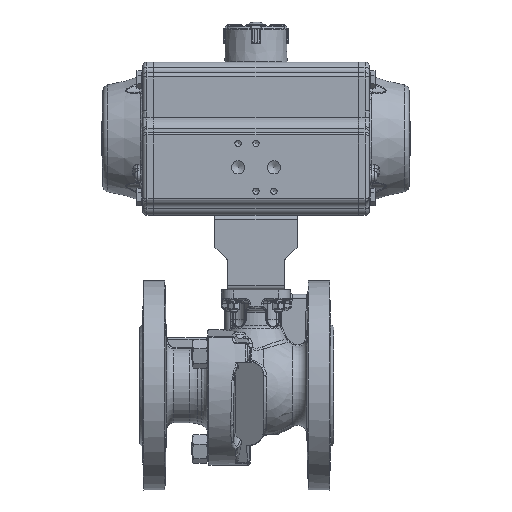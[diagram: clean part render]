
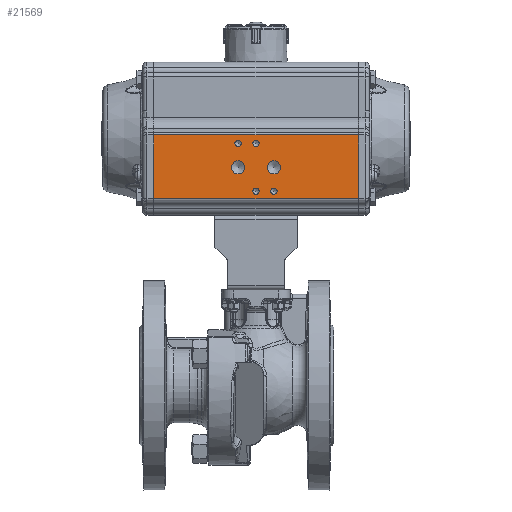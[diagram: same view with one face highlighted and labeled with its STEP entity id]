
A CAD part, top view. The second image highlights one B-rep face of the part: STEP entity #21569.
In plain terms, the highlighted face is planar.
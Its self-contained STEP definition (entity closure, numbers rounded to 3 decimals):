
#2946=CIRCLE('',#23789,2.1);
#2948=CIRCLE('',#23793,2.1);
#2950=CIRCLE('',#23797,2.1);
#2952=CIRCLE('',#23801,2.1);
#2954=CIRCLE('',#23805,4.4);
#2956=CIRCLE('',#23809,4.4);
#8799=ORIENTED_EDGE('',*,*,#12291,.T.);
#8800=ORIENTED_EDGE('',*,*,#12359,.F.);
#8801=ORIENTED_EDGE('',*,*,#12297,.F.);
#8802=ORIENTED_EDGE('',*,*,#12360,.T.);
#8803=ORIENTED_EDGE('',*,*,#11909,.F.);
#8804=ORIENTED_EDGE('',*,*,#11907,.F.);
#8805=ORIENTED_EDGE('',*,*,#11905,.F.);
#8806=ORIENTED_EDGE('',*,*,#11903,.F.);
#8807=ORIENTED_EDGE('',*,*,#11901,.F.);
#8808=ORIENTED_EDGE('',*,*,#11899,.F.);
#11899=EDGE_CURVE('',#14188,#14188,#2946,.T.);
#11901=EDGE_CURVE('',#14191,#14191,#2948,.T.);
#11903=EDGE_CURVE('',#14194,#14194,#2950,.T.);
#11905=EDGE_CURVE('',#14197,#14197,#2952,.T.);
#11907=EDGE_CURVE('',#14200,#14200,#2954,.T.);
#11909=EDGE_CURVE('',#14203,#14203,#2956,.T.);
#12291=EDGE_CURVE('',#14469,#14468,#15529,.T.);
#12297=EDGE_CURVE('',#14474,#14475,#15532,.T.);
#12359=EDGE_CURVE('',#14475,#14468,#15568,.T.);
#12360=EDGE_CURVE('',#14474,#14469,#15569,.T.);
#14188=VERTEX_POINT('',#46427);
#14191=VERTEX_POINT('',#46434);
#14194=VERTEX_POINT('',#46441);
#14197=VERTEX_POINT('',#46448);
#14200=VERTEX_POINT('',#46455);
#14203=VERTEX_POINT('',#46462);
#14468=VERTEX_POINT('',#49198);
#14469=VERTEX_POINT('',#49200);
#14474=VERTEX_POINT('',#49211);
#14475=VERTEX_POINT('',#49213);
#15529=LINE('',#49199,#16582);
#15532=LINE('',#49212,#16585);
#15568=LINE('',#49334,#16621);
#15569=LINE('',#49336,#16622);
#16582=VECTOR('',#29336,1000.);
#16585=VECTOR('',#29347,1000.);
#16621=VECTOR('',#29471,1000.);
#16622=VECTOR('',#29474,1000.);
#18193=EDGE_LOOP('',(#8799,#8800,#8801,#8802));
#18194=EDGE_LOOP('',(#8803));
#18195=EDGE_LOOP('',(#8804));
#18196=EDGE_LOOP('',(#8805));
#18197=EDGE_LOOP('',(#8806));
#18198=EDGE_LOOP('',(#8807));
#18199=EDGE_LOOP('',(#8808));
#19821=FACE_BOUND('',#18193,.T.);
#19822=FACE_BOUND('',#18194,.T.);
#19823=FACE_BOUND('',#18195,.T.);
#19824=FACE_BOUND('',#18196,.T.);
#19825=FACE_BOUND('',#18197,.T.);
#19826=FACE_BOUND('',#18198,.T.);
#19827=FACE_BOUND('',#18199,.T.);
#20316=PLANE('',#24203);
#21569=ADVANCED_FACE('',(#19821,#19822,#19823,#19824,#19825,#19826,#19827),
#20316,.F.);
#23789=AXIS2_PLACEMENT_3D('',#46426,#28484,#28485);
#23793=AXIS2_PLACEMENT_3D('',#46433,#28492,#28493);
#23797=AXIS2_PLACEMENT_3D('',#46440,#28500,#28501);
#23801=AXIS2_PLACEMENT_3D('',#46447,#28508,#28509);
#23805=AXIS2_PLACEMENT_3D('',#46454,#28516,#28517);
#23809=AXIS2_PLACEMENT_3D('',#46461,#28524,#28525);
#24203=AXIS2_PLACEMENT_3D('',#49335,#29472,#29473);
#28484=DIRECTION('',(-1.,0.,0.));
#28485=DIRECTION('',(0.,0.,1.));
#28492=DIRECTION('',(-1.,0.,0.));
#28493=DIRECTION('',(0.,0.,1.));
#28500=DIRECTION('',(-1.,0.,0.));
#28501=DIRECTION('',(0.,0.,1.));
#28508=DIRECTION('',(-1.,0.,0.));
#28509=DIRECTION('',(0.,0.,1.));
#28516=DIRECTION('',(-1.,0.,0.));
#28517=DIRECTION('',(0.,0.,1.));
#28524=DIRECTION('',(-1.,0.,0.));
#28525=DIRECTION('',(0.,0.,1.));
#29336=DIRECTION('',(0.,-1.,0.));
#29347=DIRECTION('',(0.,-1.,0.));
#29471=DIRECTION('',(0.,0.,-1.));
#29472=DIRECTION('',(1.,0.,0.));
#29473=DIRECTION('',(0.,0.,1.));
#29474=DIRECTION('',(0.,0.,-1.));
#46426=CARTESIAN_POINT('',(-53.5,-35.5,12.));
#46427=CARTESIAN_POINT('',(-53.5,-35.5,14.1));
#46433=CARTESIAN_POINT('',(-53.5,-35.5,0.));
#46434=CARTESIAN_POINT('',(-53.5,-35.5,2.1));
#46440=CARTESIAN_POINT('',(-53.5,-3.5,0.));
#46441=CARTESIAN_POINT('',(-53.5,-3.5,2.1));
#46447=CARTESIAN_POINT('',(-53.5,-3.5,-12.));
#46448=CARTESIAN_POINT('',(-53.5,-3.5,-9.9));
#46454=CARTESIAN_POINT('',(-53.5,-19.5,12.));
#46455=CARTESIAN_POINT('',(-53.5,-19.5,16.4));
#46461=CARTESIAN_POINT('',(-53.5,-19.5,-12.));
#46462=CARTESIAN_POINT('',(-53.5,-19.5,-7.6));
#49198=CARTESIAN_POINT('',(-53.5,-40.5,-68.5));
#49199=CARTESIAN_POINT('',(-53.5,2.212,-68.5));
#49200=CARTESIAN_POINT('',(-53.5,2.212,-68.5));
#49211=CARTESIAN_POINT('',(-53.5,2.212,68.5));
#49212=CARTESIAN_POINT('',(-53.5,2.212,68.5));
#49213=CARTESIAN_POINT('',(-53.5,-40.5,68.5));
#49334=CARTESIAN_POINT('',(-53.5,-40.5,68.5));
#49335=CARTESIAN_POINT('',(-53.5,2.212,68.5));
#49336=CARTESIAN_POINT('',(-53.5,2.212,68.5));
